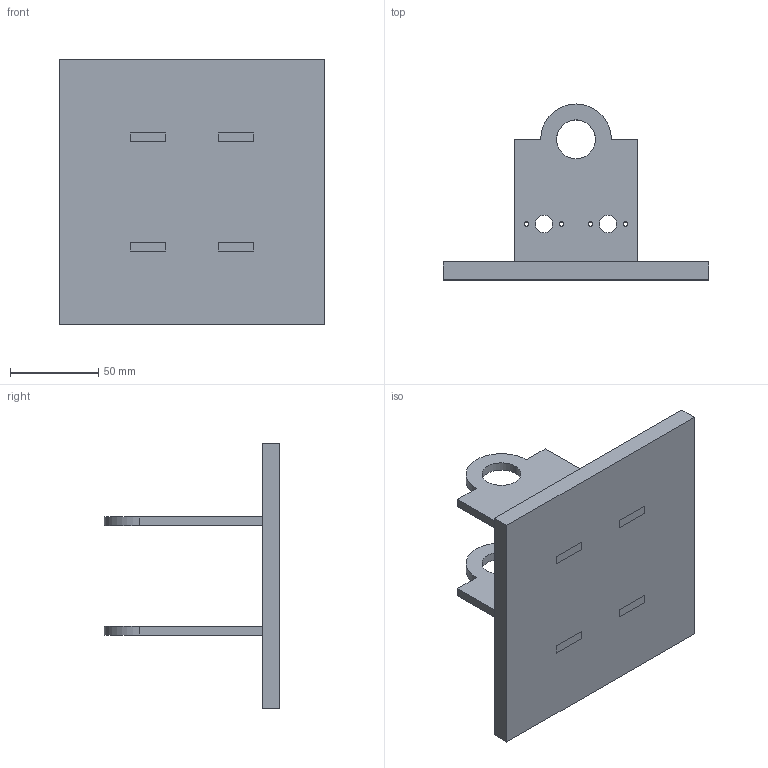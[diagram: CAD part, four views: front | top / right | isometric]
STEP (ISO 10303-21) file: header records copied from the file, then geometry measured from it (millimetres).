
FILE_DESCRIPTION (( 'STEP AP203' ), '1' );
FILE_NAME ('BASE_Default_sldprt.STEP', '2022-03-13T15:38:14', ( '' ), ( '' ), 'SwSTEP 2.0', 'SolidWorks 2021', '' );
FILE_SCHEMA (( 'CONFIG_CONTROL_DESIGN' ));
Length unit declared in the file: millimetre
Products named in the file (1): BASE_Default_sldprt
Bounding box: 150 x 99.38 x 150 mm (x, y, z)
Volume: 274278.5 mm3; surface area: 78560.9 mm2
Topology: 3 solids, 3 shells, 74 faces, 204 edges, 136 vertices
Faces by surface type: plane 44, cylinder 30
Entity records: 2513 total; most frequent: CARTESIAN_POINT 415, DIRECTION 414, ORIENTED_EDGE 408, EDGE_CURVE 204, VECTOR 144, LINE 144, VERTEX_POINT 136, AXIS2_PLACEMENT_3D 135
